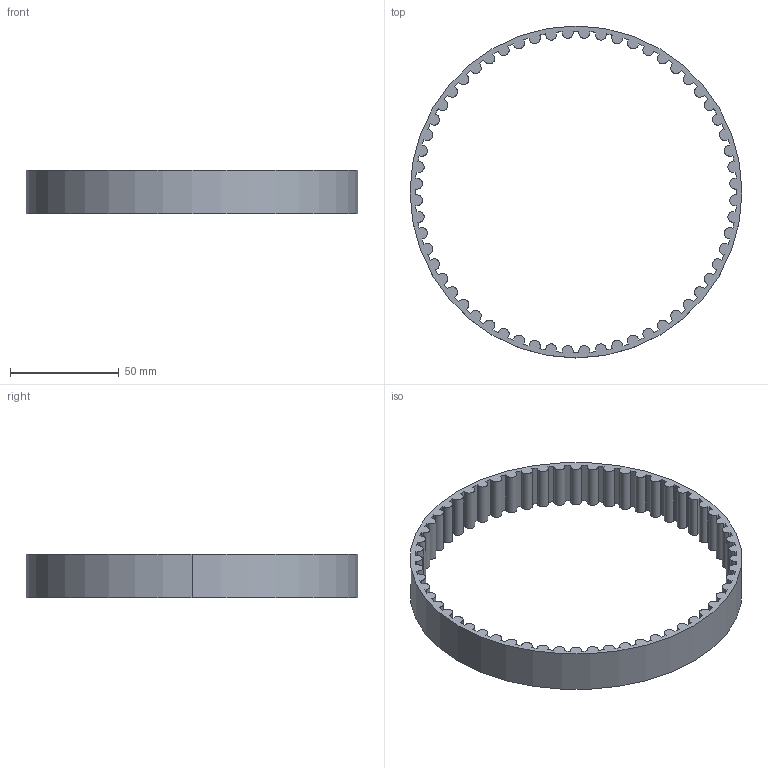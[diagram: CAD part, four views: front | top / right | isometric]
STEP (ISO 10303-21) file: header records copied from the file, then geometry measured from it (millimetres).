
FILE_DESCRIPTION (( 'STEP AP203' ), '1' );
FILE_NAME ('6486K111.step', '2016-09-12T21:12:49', ( 'Admin' ), ( 'McMaster-Carr Supply Co' ), 'SwSTEP 2.0', 'SolidWorks 2010', '' );
FILE_SCHEMA (( 'CONFIG_CONTROL_DESIGN' ));
Length unit declared in the file: millimetre
Products named in the file (1): 6486K111
Bounding box: 152.79 x 152.79 x 20 mm (x, y, z)
Volume: 38268.4 mm3; surface area: 27867.3 mm2
Topology: 1 solids, 1 shells, 274 faces, 816 edges, 544 vertices
Faces by surface type: plane 182, cylinder 92
Entity records: 9265 total; most frequent: CARTESIAN_POINT 1635, ORIENTED_EDGE 1632, DIRECTION 1550, EDGE_CURVE 816, LINE 632, VECTOR 632, VERTEX_POINT 544, AXIS2_PLACEMENT_3D 459
